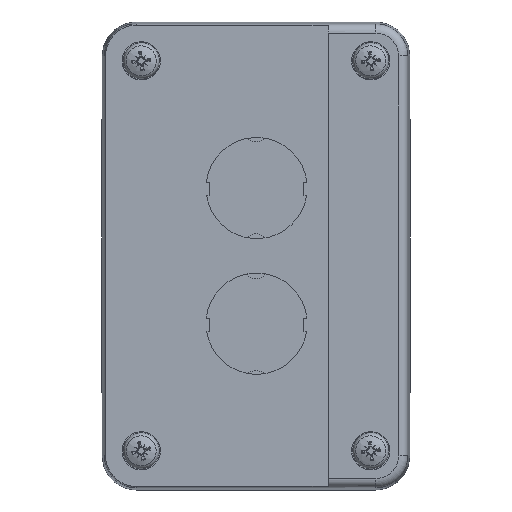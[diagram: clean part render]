
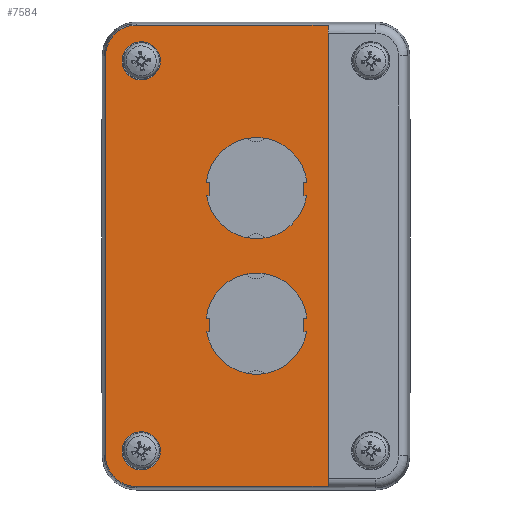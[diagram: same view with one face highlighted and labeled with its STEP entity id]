
A CAD part, top view. The second image highlights one B-rep face of the part: STEP entity #7584.
In plain terms, the highlighted face is planar.
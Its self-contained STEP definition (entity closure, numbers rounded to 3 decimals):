
#203=FACE_BOUND('',#1415,.T.);
#204=FACE_BOUND('',#1416,.T.);
#205=FACE_BOUND('',#1417,.T.);
#206=FACE_BOUND('',#1418,.T.);
#314=CIRCLE('',#8029,11.2);
#316=CIRCLE('',#8035,11.2);
#318=CIRCLE('',#8041,11.2);
#320=CIRCLE('',#8047,11.2);
#323=CIRCLE('',#8055,6.784);
#324=CIRCLE('',#8056,6.784);
#325=CIRCLE('',#8057,4.225);
#326=CIRCLE('',#8058,4.225);
#958=FACE_OUTER_BOUND('',#1414,.T.);
#1414=EDGE_LOOP('',(#5171,#5172,#5173,#5174,#5175,#5176));
#1415=EDGE_LOOP('',(#5177,#5178,#5179,#5180,#5181,#5182,#5183,#5184));
#1416=EDGE_LOOP('',(#5185,#5186,#5187,#5188,#5189,#5190,#5191,#5192));
#1417=EDGE_LOOP('',(#5193));
#1418=EDGE_LOOP('',(#5194));
#1978=LINE('',#11556,#2580);
#1981=LINE('',#11562,#2583);
#1984=LINE('',#11568,#2586);
#1988=LINE('',#11580,#2590);
#1991=LINE('',#11586,#2593);
#1994=LINE('',#11590,#2596);
#1998=LINE('',#11604,#2600);
#2001=LINE('',#11610,#2603);
#2004=LINE('',#11616,#2606);
#2008=LINE('',#11628,#2610);
#2011=LINE('',#11634,#2613);
#2014=LINE('',#11638,#2616);
#2015=LINE('',#11644,#2617);
#2017=LINE('',#11650,#2619);
#2018=LINE('',#11654,#2620);
#2019=LINE('',#11657,#2621);
#2580=VECTOR('',#9033,0.684);
#2583=VECTOR('',#9038,3.);
#2586=VECTOR('',#9043,0.607);
#2590=VECTOR('',#9055,0.607);
#2593=VECTOR('',#9060,3.);
#2596=VECTOR('',#9065,0.684);
#2600=VECTOR('',#9077,0.677);
#2603=VECTOR('',#9082,3.);
#2606=VECTOR('',#9087,0.616);
#2610=VECTOR('',#9099,0.616);
#2613=VECTOR('',#9104,3.);
#2616=VECTOR('',#9109,0.677);
#2617=VECTOR('',#9114,102.067);
#2619=VECTOR('',#9120,42.448);
#2620=VECTOR('',#9123,88.5);
#2621=VECTOR('',#9126,42.448);
#3173=VERTEX_POINT('',#11547);
#3174=VERTEX_POINT('',#11549);
#3176=VERTEX_POINT('',#11555);
#3178=VERTEX_POINT('',#11561);
#3180=VERTEX_POINT('',#11567);
#3182=VERTEX_POINT('',#11573);
#3184=VERTEX_POINT('',#11579);
#3186=VERTEX_POINT('',#11585);
#3189=VERTEX_POINT('',#11595);
#3190=VERTEX_POINT('',#11597);
#3192=VERTEX_POINT('',#11603);
#3194=VERTEX_POINT('',#11609);
#3196=VERTEX_POINT('',#11615);
#3198=VERTEX_POINT('',#11621);
#3200=VERTEX_POINT('',#11627);
#3202=VERTEX_POINT('',#11633);
#3203=VERTEX_POINT('',#11640);
#3205=VERTEX_POINT('',#11643);
#3207=VERTEX_POINT('',#11649);
#3208=VERTEX_POINT('',#11651);
#3209=VERTEX_POINT('',#11653);
#3210=VERTEX_POINT('',#11655);
#3211=VERTEX_POINT('',#11658);
#3212=VERTEX_POINT('',#11660);
#3943=EDGE_CURVE('',#3174,#3173,#314,.T.);
#3946=EDGE_CURVE('',#3176,#3174,#1978,.T.);
#3949=EDGE_CURVE('',#3178,#3176,#1981,.T.);
#3952=EDGE_CURVE('',#3180,#3178,#1984,.T.);
#3955=EDGE_CURVE('',#3182,#3180,#316,.T.);
#3958=EDGE_CURVE('',#3184,#3182,#1988,.T.);
#3961=EDGE_CURVE('',#3186,#3184,#1991,.T.);
#3964=EDGE_CURVE('',#3173,#3186,#1994,.T.);
#3967=EDGE_CURVE('',#3190,#3189,#318,.T.);
#3970=EDGE_CURVE('',#3192,#3190,#1998,.T.);
#3973=EDGE_CURVE('',#3194,#3192,#2001,.T.);
#3976=EDGE_CURVE('',#3196,#3194,#2004,.T.);
#3979=EDGE_CURVE('',#3198,#3196,#320,.T.);
#3982=EDGE_CURVE('',#3200,#3198,#2008,.T.);
#3985=EDGE_CURVE('',#3202,#3200,#2011,.T.);
#3988=EDGE_CURVE('',#3189,#3202,#2014,.T.);
#3990=EDGE_CURVE('',#3205,#3203,#2015,.T.);
#3993=EDGE_CURVE('',#3207,#3203,#2017,.T.);
#3994=EDGE_CURVE('',#3208,#3207,#323,.T.);
#3995=EDGE_CURVE('',#3209,#3208,#2018,.T.);
#3996=EDGE_CURVE('',#3210,#3209,#324,.T.);
#3997=EDGE_CURVE('',#3205,#3210,#2019,.T.);
#3998=EDGE_CURVE('',#3211,#3211,#325,.T.);
#3999=EDGE_CURVE('',#3212,#3212,#326,.T.);
#5171=ORIENTED_EDGE('',*,*,#3993,.F.);
#5172=ORIENTED_EDGE('',*,*,#3994,.F.);
#5173=ORIENTED_EDGE('',*,*,#3995,.F.);
#5174=ORIENTED_EDGE('',*,*,#3996,.F.);
#5175=ORIENTED_EDGE('',*,*,#3997,.F.);
#5176=ORIENTED_EDGE('',*,*,#3990,.T.);
#5177=ORIENTED_EDGE('',*,*,#3955,.T.);
#5178=ORIENTED_EDGE('',*,*,#3952,.T.);
#5179=ORIENTED_EDGE('',*,*,#3949,.T.);
#5180=ORIENTED_EDGE('',*,*,#3946,.T.);
#5181=ORIENTED_EDGE('',*,*,#3943,.T.);
#5182=ORIENTED_EDGE('',*,*,#3964,.T.);
#5183=ORIENTED_EDGE('',*,*,#3961,.T.);
#5184=ORIENTED_EDGE('',*,*,#3958,.T.);
#5185=ORIENTED_EDGE('',*,*,#3979,.T.);
#5186=ORIENTED_EDGE('',*,*,#3976,.T.);
#5187=ORIENTED_EDGE('',*,*,#3973,.T.);
#5188=ORIENTED_EDGE('',*,*,#3970,.T.);
#5189=ORIENTED_EDGE('',*,*,#3967,.T.);
#5190=ORIENTED_EDGE('',*,*,#3988,.T.);
#5191=ORIENTED_EDGE('',*,*,#3985,.T.);
#5192=ORIENTED_EDGE('',*,*,#3982,.T.);
#5193=ORIENTED_EDGE('',*,*,#3998,.F.);
#5194=ORIENTED_EDGE('',*,*,#3999,.F.);
#7360=PLANE('',#8054);
#7584=ADVANCED_FACE('',(#958,#203,#204,#205,#206),#7360,.F.);
#8029=AXIS2_PLACEMENT_3D('',#11550,#9027,#9028);
#8035=AXIS2_PLACEMENT_3D('',#11574,#9049,#9050);
#8041=AXIS2_PLACEMENT_3D('',#11598,#9071,#9072);
#8047=AXIS2_PLACEMENT_3D('',#11622,#9093,#9094);
#8054=AXIS2_PLACEMENT_3D('',#11648,#9118,#9119);
#8055=AXIS2_PLACEMENT_3D('',#11652,#9121,#9122);
#8056=AXIS2_PLACEMENT_3D('',#11656,#9124,#9125);
#8057=AXIS2_PLACEMENT_3D('',#11659,#9127,#9128);
#8058=AXIS2_PLACEMENT_3D('',#11661,#9129,#9130);
#9027=DIRECTION('center_axis',(0.,0.,1.));
#9028=DIRECTION('ref_axis',(-0.994,0.108,0.));
#9033=DIRECTION('',(1.,0.,0.));
#9038=DIRECTION('',(0.,1.,0.));
#9043=DIRECTION('',(-1.,0.,0.));
#9049=DIRECTION('center_axis',(0.,0.,1.));
#9050=DIRECTION('ref_axis',(0.987,-0.159,0.));
#9055=DIRECTION('',(-1.,0.,0.));
#9060=DIRECTION('',(0.,-1.,0.));
#9065=DIRECTION('',(1.,0.,0.));
#9071=DIRECTION('center_axis',(0.,0.,1.));
#9072=DIRECTION('ref_axis',(-0.994,0.114,0.));
#9077=DIRECTION('',(1.,0.,0.));
#9082=DIRECTION('',(0.,1.,0.));
#9087=DIRECTION('',(-1.,0.,0.));
#9093=DIRECTION('center_axis',(0.,0.,1.));
#9094=DIRECTION('ref_axis',(0.988,-0.154,0.));
#9099=DIRECTION('',(-1.,0.,0.));
#9104=DIRECTION('',(0.,-1.,0.));
#9109=DIRECTION('',(1.,0.,0.));
#9114=DIRECTION('',(0.,1.,0.));
#9118=DIRECTION('center_axis',(0.,0.,1.));
#9119=DIRECTION('ref_axis',(1.,0.,0.));
#9120=DIRECTION('',(-1.,0.,0.));
#9121=DIRECTION('center_axis',(0.,0.,1.));
#9122=DIRECTION('ref_axis',(-1.,0.,0.));
#9123=DIRECTION('',(0.,1.,0.));
#9124=DIRECTION('center_axis',(0.,0.,1.));
#9125=DIRECTION('ref_axis',(-1.,0.,0.));
#9126=DIRECTION('',(1.,0.,0.));
#9127=DIRECTION('center_axis',(0.,0.,-1.));
#9128=DIRECTION('ref_axis',(-1.,0.,0.));
#9129=DIRECTION('center_axis',(0.,0.,-1.));
#9130=DIRECTION('ref_axis',(-1.,0.,0.));
#11547=CARTESIAN_POINT('',(-12.201,-33.75,1.));
#11549=CARTESIAN_POINT('',(10.067,-33.75,1.));
#11550=CARTESIAN_POINT('Origin',(-1.067,-34.965,1.));
#11555=CARTESIAN_POINT('',(9.383,-33.75,1.));
#11556=CARTESIAN_POINT('',(25.365,-33.75,1.));
#11561=CARTESIAN_POINT('',(9.383,-36.75,1.));
#11562=CARTESIAN_POINT('',(9.383,-26.858,1.));
#11567=CARTESIAN_POINT('',(9.989,-36.75,1.));
#11568=CARTESIAN_POINT('',(25.023,-36.75,1.));
#11573=CARTESIAN_POINT('',(-12.124,-36.75,1.));
#11574=CARTESIAN_POINT('Origin',(-1.067,-34.965,1.));
#11579=CARTESIAN_POINT('',(-11.517,-36.75,1.));
#11580=CARTESIAN_POINT('',(14.269,-36.75,1.));
#11585=CARTESIAN_POINT('',(-11.517,-33.75,1.));
#11586=CARTESIAN_POINT('',(-11.517,-28.358,1.));
#11590=CARTESIAN_POINT('',(14.573,-33.75,1.));
#11595=CARTESIAN_POINT('',(-12.195,-3.691,1.));
#11597=CARTESIAN_POINT('',(10.06,-3.691,1.));
#11598=CARTESIAN_POINT('Origin',(-1.067,-4.965,1.));
#11603=CARTESIAN_POINT('',(9.383,-3.691,1.));
#11604=CARTESIAN_POINT('',(25.361,-3.691,1.));
#11609=CARTESIAN_POINT('',(9.383,-6.691,1.));
#11610=CARTESIAN_POINT('',(9.383,-11.828,1.));
#11615=CARTESIAN_POINT('',(9.999,-6.691,1.));
#11616=CARTESIAN_POINT('',(25.023,-6.691,1.));
#11621=CARTESIAN_POINT('',(-12.134,-6.691,1.));
#11622=CARTESIAN_POINT('Origin',(-1.067,-4.965,1.));
#11627=CARTESIAN_POINT('',(-11.517,-6.691,1.));
#11628=CARTESIAN_POINT('',(14.265,-6.691,1.));
#11633=CARTESIAN_POINT('',(-11.517,-3.691,1.));
#11634=CARTESIAN_POINT('',(-11.517,-13.328,1.));
#11638=CARTESIAN_POINT('',(14.573,-3.691,1.));
#11640=CARTESIAN_POINT('',(-16.882,31.069,1.));
#11643=CARTESIAN_POINT('',(-16.882,-70.999,1.));
#11644=CARTESIAN_POINT('',(-16.882,-19.965,1.));
#11648=CARTESIAN_POINT('Origin',(40.663,-19.965,1.));
#11649=CARTESIAN_POINT('',(25.566,31.069,1.));
#11650=CARTESIAN_POINT('',(-14.184,31.069,1.));
#11651=CARTESIAN_POINT('',(32.35,24.285,1.));
#11652=CARTESIAN_POINT('Origin',(25.566,24.285,1.));
#11653=CARTESIAN_POINT('',(32.35,-64.215,1.));
#11654=CARTESIAN_POINT('',(32.35,2.16,1.));
#11655=CARTESIAN_POINT('',(25.566,-70.999,1.));
#11656=CARTESIAN_POINT('Origin',(25.566,-64.215,1.));
#11657=CARTESIAN_POINT('',(12.316,-70.999,1.));
#11658=CARTESIAN_POINT('',(28.691,-63.115,1.));
#11659=CARTESIAN_POINT('Origin',(24.466,-63.115,1.));
#11660=CARTESIAN_POINT('',(28.691,23.185,1.));
#11661=CARTESIAN_POINT('Origin',(24.466,23.185,1.));
